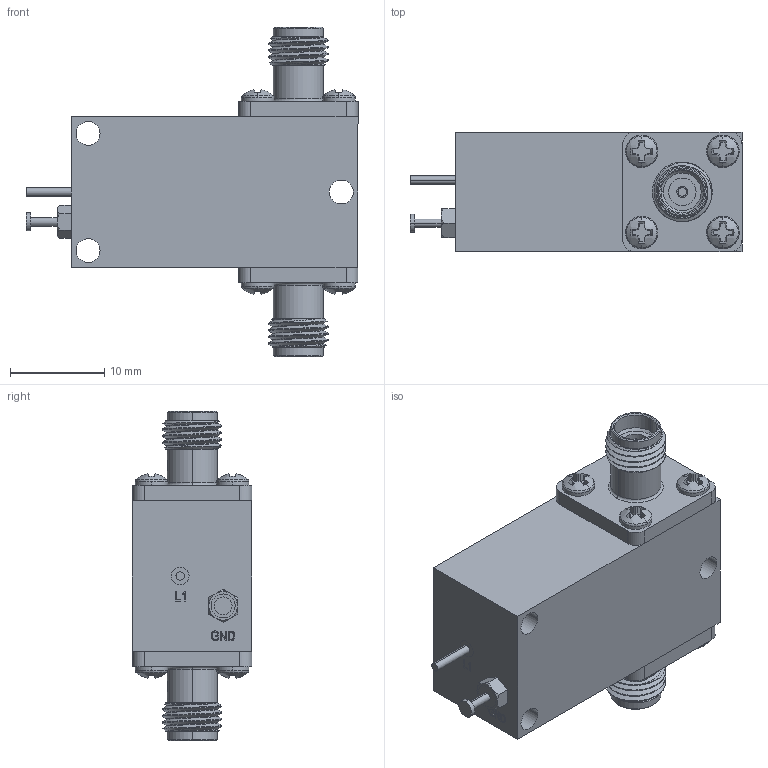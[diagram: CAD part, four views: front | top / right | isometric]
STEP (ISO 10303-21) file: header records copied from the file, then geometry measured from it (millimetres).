
FILE_DESCRIPTION (( 'STEP AP203' ), '1' );
FILE_NAME ('SB4000A.step', '2019-02-22T21:33:26', ( '' ), ( '' ), 'SwSTEP 2.0', 'SolidWorks 2017', '' );
FILE_SCHEMA (( 'CONFIG_CONTROL_DESIGN' ));
Length unit declared in the file: inch
Products named in the file (1): SB4000A
Bounding box: 35.31 x 12.73 x 35.05 mm (x, y, z)
Volume: 6811.5 mm3; surface area: 3682.2 mm2
Topology: 1 solids, 10 shells, 1128 faces, 2988 edges, 1977 vertices
Faces by surface type: plane 620, bspline 257, cylinder 176, cone 71, torus 4
Entity records: 56962 total; most frequent: CARTESIAN_POINT 31215, ORIENTED_EDGE 5976, DIRECTION 4227, EDGE_CURVE 2988, VERTEX_POINT 1977, VECTOR 1725, LINE 1725, AXIS2_PLACEMENT_3D 1251
